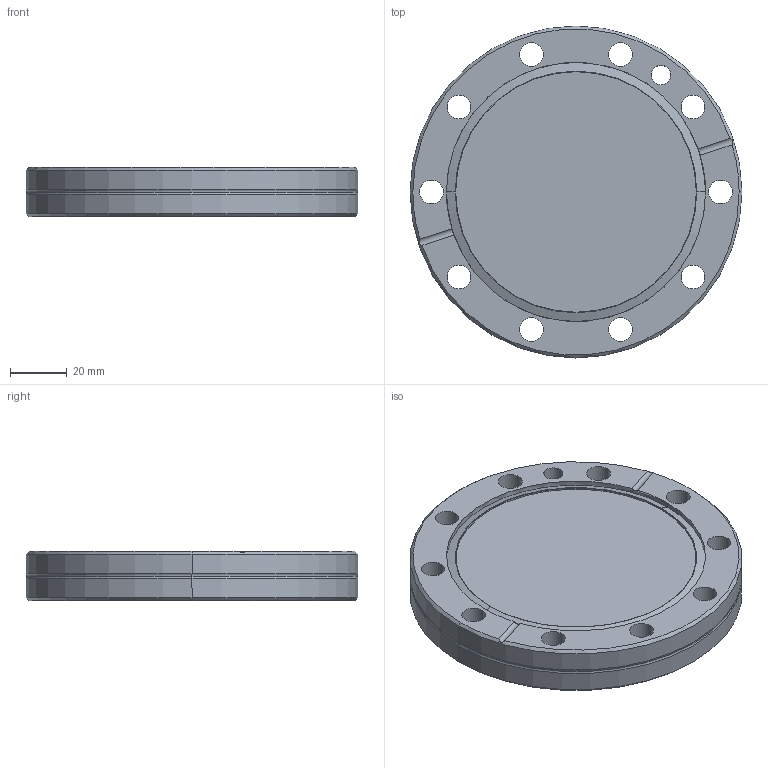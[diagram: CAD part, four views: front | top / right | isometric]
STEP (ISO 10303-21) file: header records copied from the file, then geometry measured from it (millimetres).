
FILE_DESCRIPTION (( 'STEP AP214' ), '1' );
FILE_NAME ('480FBL075.step', '2017-07-10T04:53:29', ( 'install' ), ( '' ), 'SwSTEP 2.0', 'SolidWorks 2015', '' );
FILE_SCHEMA (( 'AUTOMOTIVE_DESIGN' ));
Length unit declared in the file: millimetre
Products named in the file (1): 480FBL075
Bounding box: 117.4 x 117.4 x 17.5 mm (x, y, z)
Volume: 170729.4 mm3; surface area: 32206.2 mm2
Topology: 1 solids, 1 shells, 48 faces, 122 edges, 76 vertices
Faces by surface type: cylinder 30, cone 8, torus 6, plane 4
Entity records: 1624 total; most frequent: CARTESIAN_POINT 303, DIRECTION 294, ORIENTED_EDGE 244, AXIS2_PLACEMENT_3D 127, EDGE_CURVE 122, CIRCLE 78, VERTEX_POINT 76, EDGE_LOOP 70
